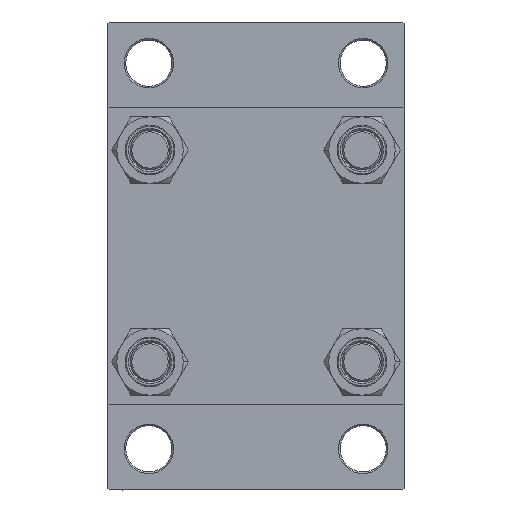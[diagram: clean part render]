
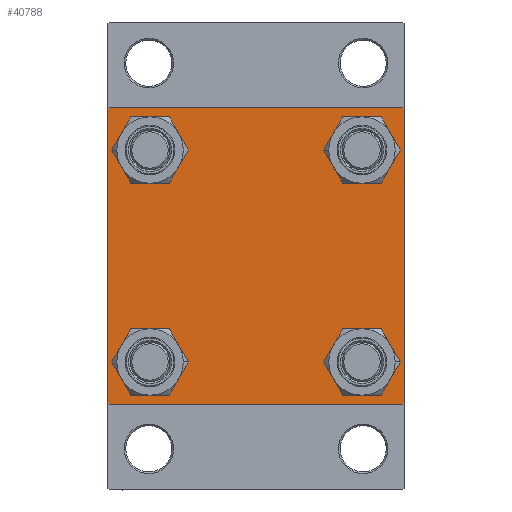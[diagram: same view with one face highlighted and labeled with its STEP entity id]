
A CAD part, left-side view. The second image highlights one B-rep face of the part: STEP entity #40788.
In plain terms, the highlighted planar face has unit normal (-1, 0, 0).
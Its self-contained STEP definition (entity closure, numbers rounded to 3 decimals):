
#553 = CARTESIAN_POINT ( 'NONE',  ( 0., -45., 44.5 ) ) ;
#1336 = DIRECTION ( 'NONE',  ( 0., 0., 1. ) ) ;
#1387 = CARTESIAN_POINT ( 'NONE',  ( 0., -32.15, -38.65 ) ) ;
#1643 = LINE ( 'NONE', #44987, #26532 ) ;
#2188 = CARTESIAN_POINT ( 'NONE',  ( 0., 32.15, -32.15 ) ) ;
#2763 = VECTOR ( 'NONE', #29817, 1000. ) ;
#3063 = CARTESIAN_POINT ( 'NONE',  ( 0., 44.5, 45. ) ) ;
#3197 = DIRECTION ( 'NONE',  ( 1., 0., 0. ) ) ;
#3639 = DIRECTION ( 'NONE',  ( 0., -1., 0. ) ) ;
#3668 = ORIENTED_EDGE ( 'NONE', *, *, #10644, .T. ) ;
#3699 = DIRECTION ( 'NONE',  ( 0., 0., 1. ) ) ;
#3932 = EDGE_CURVE ( 'NONE', #24969, #34531, #7121, .T. ) ;
#4021 = ORIENTED_EDGE ( 'NONE', *, *, #13941, .T. ) ;
#4841 = ORIENTED_EDGE ( 'NONE', *, *, #15019, .F. ) ;
#5298 = VERTEX_POINT ( 'NONE', #3063 ) ;
#5407 = ORIENTED_EDGE ( 'NONE', *, *, #34271, .T. ) ;
#5449 = FACE_BOUND ( 'NONE', #29868, .T. ) ;
#5542 = ORIENTED_EDGE ( 'NONE', *, *, #14329, .T. ) ;
#5796 = CARTESIAN_POINT ( 'NONE',  ( 0., 32.15, 32.15 ) ) ;
#5798 = CARTESIAN_POINT ( 'NONE',  ( 0., 32.15, 32.15 ) ) ;
#5923 = PLANE ( 'NONE',  #46809 ) ;
#6254 = AXIS2_PLACEMENT_3D ( 'NONE', #37179, #19478, #1336 ) ;
#6333 = ORIENTED_EDGE ( 'NONE', *, *, #42630, .T. ) ;
#6985 = EDGE_CURVE ( 'NONE', #34521, #34606, #39015, .T. ) ;
#7121 = CIRCLE ( 'NONE', #31827, 6.5 ) ;
#7156 = DIRECTION ( 'NONE',  ( 0., 0., 1. ) ) ;
#7266 = VECTOR ( 'NONE', #3639, 1000. ) ;
#9287 = EDGE_LOOP ( 'NONE', ( #45111, #5542 ) ) ;
#9326 = DIRECTION ( 'NONE',  ( 0., 0., 1. ) ) ;
#9905 = DIRECTION ( 'NONE',  ( 1., 0., 0. ) ) ;
#10636 = ORIENTED_EDGE ( 'NONE', *, *, #23109, .F. ) ;
#10644 = EDGE_CURVE ( 'NONE', #43433, #11151, #43459, .T. ) ;
#10972 = CARTESIAN_POINT ( 'NONE',  ( 0., -32.15, 25.65 ) ) ;
#11061 = DIRECTION ( 'NONE',  ( 0., 0., -1. ) ) ;
#11149 = VERTEX_POINT ( 'NONE', #26000 ) ;
#11151 = VERTEX_POINT ( 'NONE', #40799 ) ;
#11556 = DIRECTION ( 'NONE',  ( 0., -1., 0. ) ) ;
#12111 = EDGE_CURVE ( 'NONE', #34531, #24969, #25705, .T. ) ;
#12202 = CARTESIAN_POINT ( 'NONE',  ( 0., 32.15, -38.65 ) ) ;
#12307 = ORIENTED_EDGE ( 'NONE', *, *, #44426, .T. ) ;
#13653 = DIRECTION ( 'NONE',  ( -1., 0., 0. ) ) ;
#13849 = EDGE_CURVE ( 'NONE', #14222, #11149, #1643, .T. ) ;
#13941 = EDGE_CURVE ( 'NONE', #19807, #25007, #25078, .T. ) ;
#14073 = CARTESIAN_POINT ( 'NONE',  ( 0., 44.75, 44.75 ) ) ;
#14222 = VERTEX_POINT ( 'NONE', #553 ) ;
#14237 = CARTESIAN_POINT ( 'NONE',  ( 0., -32.15, 32.15 ) ) ;
#14329 = EDGE_CURVE ( 'NONE', #40416, #41377, #22690, .T. ) ;
#14392 = AXIS2_PLACEMENT_3D ( 'NONE', #17717, #29087, #32493 ) ;
#14802 = CARTESIAN_POINT ( 'NONE',  ( 0., -45., 45. ) ) ;
#15004 = CARTESIAN_POINT ( 'NONE',  ( 0., 45., 45. ) ) ;
#15019 = EDGE_CURVE ( 'NONE', #5298, #11149, #33180, .T. ) ;
#15882 = LINE ( 'NONE', #19989, #42429 ) ;
#16201 = CIRCLE ( 'NONE', #6254, 6.5 ) ;
#16314 = CARTESIAN_POINT ( 'NONE',  ( 0., 32.15, 25.65 ) ) ;
#16951 = DIRECTION ( 'NONE',  ( 0., 0., 1. ) ) ;
#17522 = FACE_BOUND ( 'NONE', #38960, .T. ) ;
#17717 = CARTESIAN_POINT ( 'NONE',  ( 0., -32.15, -32.15 ) ) ;
#18413 = LINE ( 'NONE', #14073, #32984 ) ;
#19478 = DIRECTION ( 'NONE',  ( 1., 0., 0. ) ) ;
#19508 = DIRECTION ( 'NONE',  ( 0., -0.707, -0.707 ) ) ;
#19807 = VERTEX_POINT ( 'NONE', #27016 ) ;
#19989 = CARTESIAN_POINT ( 'NONE',  ( 0., 44.75, -44.75 ) ) ;
#20107 = ORIENTED_EDGE ( 'NONE', *, *, #6985, .T. ) ;
#20441 = CARTESIAN_POINT ( 'NONE',  ( 0., 0., 0. ) ) ;
#21011 = AXIS2_PLACEMENT_3D ( 'NONE', #2188, #39469, #16951 ) ;
#21046 = AXIS2_PLACEMENT_3D ( 'NONE', #5796, #35336, #7156 ) ;
#22084 = CARTESIAN_POINT ( 'NONE',  ( 0., -32.15, -32.15 ) ) ;
#22109 = EDGE_LOOP ( 'NONE', ( #6333, #3668 ) ) ;
#22690 = CIRCLE ( 'NONE', #28136, 6.5 ) ;
#23109 = EDGE_CURVE ( 'NONE', #14222, #25007, #33220, .T. ) ;
#23448 = VECTOR ( 'NONE', #39395, 1000. ) ;
#24421 = AXIS2_PLACEMENT_3D ( 'NONE', #47033, #3197, #42926 ) ;
#24598 = CARTESIAN_POINT ( 'NONE',  ( 0., -44.75, -44.75 ) ) ;
#24869 = ORIENTED_EDGE ( 'NONE', *, *, #12111, .T. ) ;
#24969 = VERTEX_POINT ( 'NONE', #16314 ) ;
#25007 = VERTEX_POINT ( 'NONE', #29529 ) ;
#25078 = LINE ( 'NONE', #24598, #23448 ) ;
#25705 = CIRCLE ( 'NONE', #21046, 6.5 ) ;
#25956 = CIRCLE ( 'NONE', #24421, 6.5 ) ;
#25959 = DIRECTION ( 'NONE',  ( 1., 0., 0. ) ) ;
#26000 = CARTESIAN_POINT ( 'NONE',  ( 0., -44.5, 45. ) ) ;
#26073 = CARTESIAN_POINT ( 'NONE',  ( 0., 45., -45. ) ) ;
#26532 = VECTOR ( 'NONE', #38689, 1000. ) ;
#27016 = CARTESIAN_POINT ( 'NONE',  ( 0., -44.5, -45. ) ) ;
#27325 = ORIENTED_EDGE ( 'NONE', *, *, #28199, .T. ) ;
#28136 = AXIS2_PLACEMENT_3D ( 'NONE', #22084, #25959, #3699 ) ;
#28199 = EDGE_CURVE ( 'NONE', #41256, #40477, #15882, .T. ) ;
#28276 = DIRECTION ( 'NONE',  ( 0., 0., 1. ) ) ;
#28468 = CARTESIAN_POINT ( 'NONE',  ( 0., 44.5, -45. ) ) ;
#28518 = DIRECTION ( 'NONE',  ( 1., 0., 0. ) ) ;
#29076 = DIRECTION ( 'NONE',  ( 0., 0.707, -0.707 ) ) ;
#29087 = DIRECTION ( 'NONE',  ( 1., 0., 0. ) ) ;
#29461 = CARTESIAN_POINT ( 'NONE',  ( 0., 45., 45. ) ) ;
#29529 = CARTESIAN_POINT ( 'NONE',  ( 0., -45., -44.5 ) ) ;
#29817 = DIRECTION ( 'NONE',  ( 0., 0., -1. ) ) ;
#29868 = EDGE_LOOP ( 'NONE', ( #24869, #38839 ) ) ;
#29883 = EDGE_CURVE ( 'NONE', #40477, #19807, #37707, .T. ) ;
#30294 = ORIENTED_EDGE ( 'NONE', *, *, #45907, .T. ) ;
#30917 = EDGE_LOOP ( 'NONE', ( #12307, #27325, #42093, #4021, #10636, #30998, #4841, #30294 ) ) ;
#30998 = ORIENTED_EDGE ( 'NONE', *, *, #13849, .T. ) ;
#31827 = AXIS2_PLACEMENT_3D ( 'NONE', #5798, #9905, #46942 ) ;
#32493 = DIRECTION ( 'NONE',  ( 0., 0., 1. ) ) ;
#32984 = VECTOR ( 'NONE', #29076, 1000. ) ;
#33103 = LINE ( 'NONE', #29461, #38427 ) ;
#33180 = LINE ( 'NONE', #15004, #7266 ) ;
#33220 = LINE ( 'NONE', #14802, #2763 ) ;
#34271 = EDGE_CURVE ( 'NONE', #34606, #34521, #16201, .T. ) ;
#34521 = VERTEX_POINT ( 'NONE', #39561 ) ;
#34531 = VERTEX_POINT ( 'NONE', #43676 ) ;
#34606 = VERTEX_POINT ( 'NONE', #10972 ) ;
#35336 = DIRECTION ( 'NONE',  ( 1., 0., 0. ) ) ;
#35461 = FACE_BOUND ( 'NONE', #9287, .T. ) ;
#35689 = FACE_BOUND ( 'NONE', #22109, .T. ) ;
#37023 = VECTOR ( 'NONE', #11556, 1000. ) ;
#37179 = CARTESIAN_POINT ( 'NONE',  ( 0., -32.15, 32.15 ) ) ;
#37188 = CARTESIAN_POINT ( 'NONE',  ( 0., -32.15, -25.65 ) ) ;
#37707 = LINE ( 'NONE', #26073, #37023 ) ;
#37954 = CARTESIAN_POINT ( 'NONE',  ( 0., 45., -44.5 ) ) ;
#38427 = VECTOR ( 'NONE', #11061, 1000. ) ;
#38689 = DIRECTION ( 'NONE',  ( 0., 0.707, 0.707 ) ) ;
#38839 = ORIENTED_EDGE ( 'NONE', *, *, #3932, .T. ) ;
#38960 = EDGE_LOOP ( 'NONE', ( #20107, #5407 ) ) ;
#39015 = CIRCLE ( 'NONE', #39802, 6.5 ) ;
#39395 = DIRECTION ( 'NONE',  ( 0., -0.707, 0.707 ) ) ;
#39469 = DIRECTION ( 'NONE',  ( 1., 0., 0. ) ) ;
#39561 = CARTESIAN_POINT ( 'NONE',  ( 0., -32.15, 38.65 ) ) ;
#39802 = AXIS2_PLACEMENT_3D ( 'NONE', #14237, #28518, #28276 ) ;
#40017 = CARTESIAN_POINT ( 'NONE',  ( 0., 45., 44.5 ) ) ;
#40416 = VERTEX_POINT ( 'NONE', #1387 ) ;
#40477 = VERTEX_POINT ( 'NONE', #28468 ) ;
#40788 = ADVANCED_FACE ( 'NONE', ( #17522, #35461, #35689, #5449, #46819 ), #5923, .T. ) ;
#40799 = CARTESIAN_POINT ( 'NONE',  ( 0., 32.15, -25.65 ) ) ;
#41256 = VERTEX_POINT ( 'NONE', #37954 ) ;
#41377 = VERTEX_POINT ( 'NONE', #37188 ) ;
#41475 = CIRCLE ( 'NONE', #14392, 6.5 ) ;
#41929 = EDGE_CURVE ( 'NONE', #41377, #40416, #41475, .T. ) ;
#42093 = ORIENTED_EDGE ( 'NONE', *, *, #29883, .T. ) ;
#42429 = VECTOR ( 'NONE', #19508, 1000. ) ;
#42625 = VERTEX_POINT ( 'NONE', #40017 ) ;
#42630 = EDGE_CURVE ( 'NONE', #11151, #43433, #25956, .T. ) ;
#42926 = DIRECTION ( 'NONE',  ( 0., 0., 1. ) ) ;
#43433 = VERTEX_POINT ( 'NONE', #12202 ) ;
#43459 = CIRCLE ( 'NONE', #21011, 6.5 ) ;
#43676 = CARTESIAN_POINT ( 'NONE',  ( 0., 32.15, 38.65 ) ) ;
#44426 = EDGE_CURVE ( 'NONE', #42625, #41256, #33103, .T. ) ;
#44987 = CARTESIAN_POINT ( 'NONE',  ( 0., -44.75, 44.75 ) ) ;
#45111 = ORIENTED_EDGE ( 'NONE', *, *, #41929, .T. ) ;
#45907 = EDGE_CURVE ( 'NONE', #5298, #42625, #18413, .T. ) ;
#46809 = AXIS2_PLACEMENT_3D ( 'NONE', #20441, #13653, #9326 ) ;
#46819 = FACE_OUTER_BOUND ( 'NONE', #30917, .T. ) ;
#46942 = DIRECTION ( 'NONE',  ( 0., 0., 1. ) ) ;
#47033 = CARTESIAN_POINT ( 'NONE',  ( 0., 32.15, -32.15 ) ) ;
